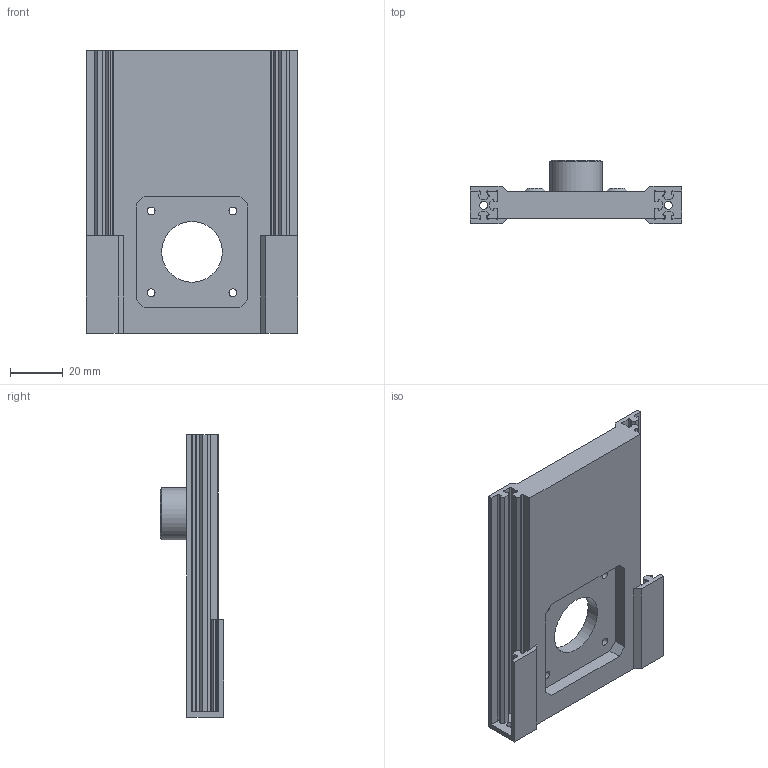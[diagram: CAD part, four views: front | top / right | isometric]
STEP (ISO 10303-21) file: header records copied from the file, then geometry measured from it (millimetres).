
FILE_DESCRIPTION(/* description */ (''),/* implementation_level */ '2;1');
FILE_NAME(/* name */ 'cam_base v14.step',/* time_stamp */ '2020-12-15T14:25:24+01:00',/* author */ (''),/* organization */ (''),/* preprocessor_version */ 'ST-DEVELOPER v18.1',/* originating_system */ 'Autodesk Translation Framework v9.7.1.1290',/* authorisation */ '');
FILE_SCHEMA (('AUTOMOTIVE_DESIGN { 1 0 10303 214 3 1 1 }'));
Length unit declared in the file: millimetre
Products named in the file (1): cam_base
Bounding box: 80 x 24 x 107 mm (x, y, z)
Volume: 63126.4 mm3; surface area: 29148.2 mm2
Topology: 1 solids, 1 shells, 138 faces, 385 edges, 256 vertices
Faces by surface type: plane 87, cylinder 45, cone 6
Full cylindrical faces by diameter (mm): 3 x6, 19.7 x1, 23 x1, 50 x1
Entity records: 4496 total; most frequent: CARTESIAN_POINT 780, ORIENTED_EDGE 770, DIRECTION 765, EDGE_CURVE 385, LINE 283, VECTOR 283, VERTEX_POINT 256, AXIS2_PLACEMENT_3D 241
